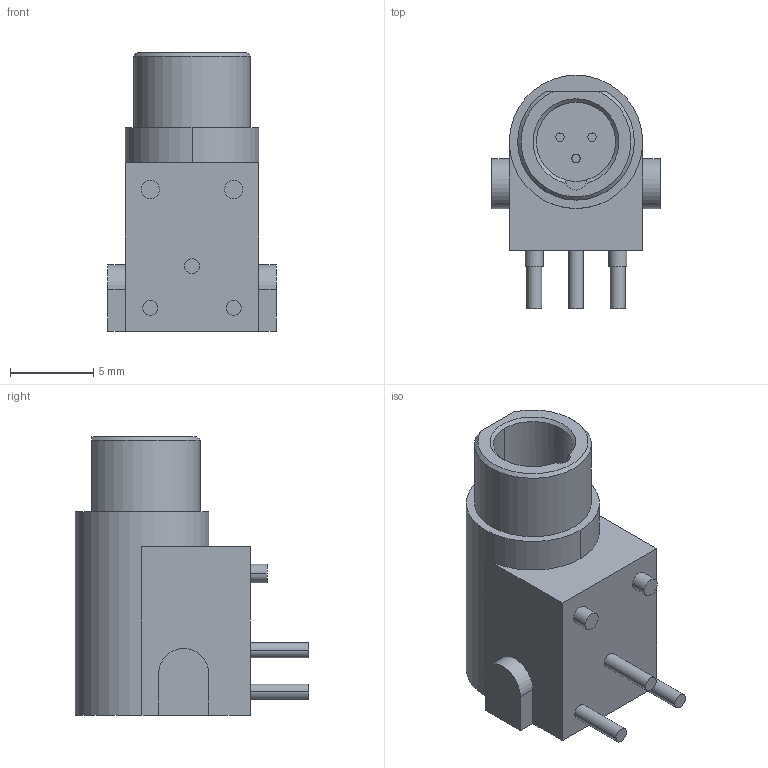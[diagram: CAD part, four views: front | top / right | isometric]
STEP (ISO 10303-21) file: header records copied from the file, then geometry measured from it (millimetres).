
FILE_DESCRIPTION((''),'2;1');
FILE_NAME('D-NP3M-H','2013-02-04T',('odo'),(''),'PRO/ENGINEER BY PARAMETRIC TECHNOLOGY CORPORATION, 2011310','PRO/ENGINEER BY PARAMETRIC TECHNOLOGY CORPORATION, 2011310','');
FILE_SCHEMA(('AUTOMOTIVE_DESIGN_CC2 { 1 2 10303 214 -1 1 5 2 }'));
Length unit declared in the file: millimetre
Products named in the file (1): D-NP3M-H
Bounding box: 10.1 x 14 x 16.7 mm (x, y, z)
Volume: 965.8 mm3; surface area: 819.3 mm2
Topology: 1 solids, 1 shells, 50 faces, 114 edges, 76 vertices
Faces by surface type: plane 24, cylinder 24, cone 2
Entity records: 1664 total; most frequent: DIRECTION 264, CARTESIAN_POINT 257, ORIENTED_EDGE 228, COLOUR_RGB 209, EDGE_CURVE 114, AXIS2_PLACEMENT_3D 104, VERTEX_POINT 76, EDGE_LOOP 60
